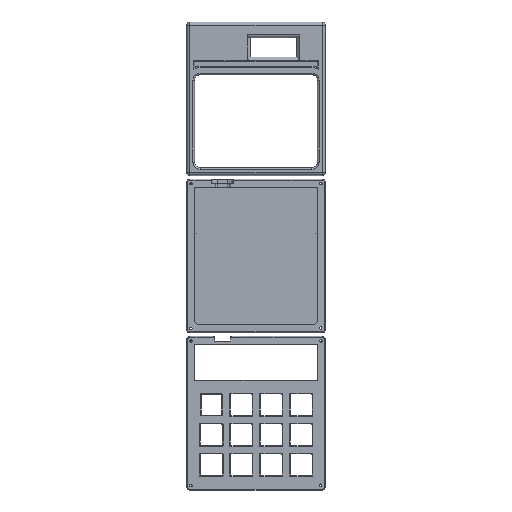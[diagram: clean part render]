
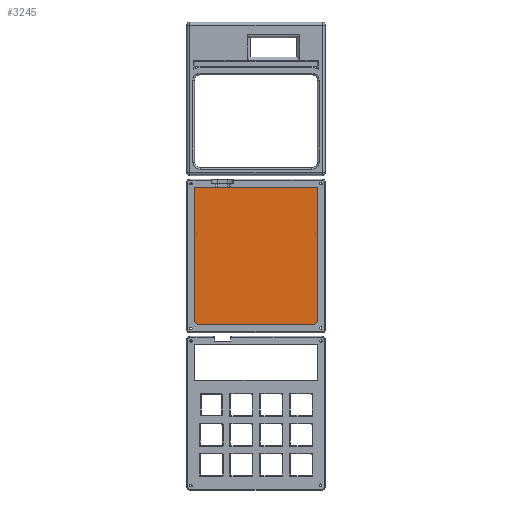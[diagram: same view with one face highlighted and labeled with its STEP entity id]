
A CAD part, top view. The second image highlights one B-rep face of the part: STEP entity #3245.
In plain terms, the highlighted planar face has unit normal (0, 0, 1).
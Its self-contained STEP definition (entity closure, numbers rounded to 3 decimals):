
#2995=CARTESIAN_POINT('',(0.,0.,3.));
#2996=VERTEX_POINT('',#2995);
#3003=CARTESIAN_POINT('',(0.,-0.051,3.));
#3004=VERTEX_POINT('',#3003);
#3005=CARTESIAN_POINT('',(0.,-0.,3.));
#3006=DIRECTION('',(-0.,-1.,-0.));
#3007=VECTOR('',#3006,0.051);
#3008=LINE('',#3005,#3007);
#3009=EDGE_CURVE('',#2996,#3004,#3008,.T.);
#3035=CARTESIAN_POINT('',(0.051,0.,3.));
#3036=VERTEX_POINT('',#3035);
#3043=CARTESIAN_POINT('',(0.051,0.,3.));
#3044=DIRECTION('',(-1.,-0.,0.));
#3045=VECTOR('',#3044,0.051);
#3046=LINE('',#3043,#3045);
#3047=EDGE_CURVE('',#3036,#2996,#3046,.T.);
#3072=CARTESIAN_POINT('',(2.5,-2.5,3.));
#3073=DIRECTION('',(-0.,-0.,1.));
#3074=DIRECTION('',(-1.,0.,0.));
#3075=AXIS2_PLACEMENT_3D('',#3072,#3073,#3074);
#3076=CIRCLE('',#3075,3.5);
#3077=EDGE_CURVE('',#3036,#3004,#3076,.T.);
#3090=CARTESIAN_POINT('',(76.2,0.,3.));
#3091=VERTEX_POINT('',#3090);
#3098=CARTESIAN_POINT('',(76.149,-0.,3.));
#3099=VERTEX_POINT('',#3098);
#3100=CARTESIAN_POINT('',(76.2,0.,3.));
#3101=DIRECTION('',(-1.,-0.,0.));
#3102=VECTOR('',#3101,0.051);
#3103=LINE('',#3100,#3102);
#3104=EDGE_CURVE('',#3091,#3099,#3103,.T.);
#3128=CARTESIAN_POINT('',(76.2,-0.051,3.));
#3129=VERTEX_POINT('',#3128);
#3130=CARTESIAN_POINT('',(76.2,-0.,3.));
#3131=DIRECTION('',(-0.,-1.,-0.));
#3132=VECTOR('',#3131,0.051);
#3133=LINE('',#3130,#3132);
#3134=EDGE_CURVE('',#3091,#3129,#3133,.T.);
#3167=CARTESIAN_POINT('',(73.7,-2.5,3.));
#3168=DIRECTION('',(-0.,-0.,1.));
#3169=DIRECTION('',(-1.,0.,0.));
#3170=AXIS2_PLACEMENT_3D('',#3167,#3168,#3169);
#3171=CIRCLE('',#3170,3.5);
#3172=EDGE_CURVE('',#3129,#3099,#3171,.T.);
#3178=CARTESIAN_POINT('',(38.1,1.5,3.));
#3179=DIRECTION('',(0.,0.,1.));
#3180=DIRECTION('',(1.,0.,0.));
#3181=AXIS2_PLACEMENT_3D('',#3178,#3179,#3180);
#3182=PLANE('',#3181);
#3183=ORIENTED_EDGE('',*,*,#3134,.T.);
#3184=ORIENTED_EDGE('',*,*,#3172,.T.);
#3185=ORIENTED_EDGE('',*,*,#3104,.F.);
#3186=EDGE_LOOP('',(#3183,#3184,#3185));
#3187=FACE_BOUND('',#3186,.T.);
#3188=ORIENTED_EDGE('',*,*,#3047,.F.);
#3189=ORIENTED_EDGE('',*,*,#3077,.T.);
#3190=ORIENTED_EDGE('',*,*,#3009,.F.);
#3191=EDGE_LOOP('',(#3188,#3189,#3190));
#3192=FACE_BOUND('',#3191,.T.);
#3193=CARTESIAN_POINT('',(-1.,-54.65,3.));
#3194=VERTEX_POINT('',#3193);
#3195=CARTESIAN_POINT('',(-1.,29.5,3.));
#3196=VERTEX_POINT('',#3195);
#3197=CARTESIAN_POINT('',(-1.,-54.65,3.));
#3198=DIRECTION('',(0.,1.,0.));
#3199=VECTOR('',#3198,84.15);
#3200=LINE('',#3197,#3199);
#3201=EDGE_CURVE('',#3194,#3196,#3200,.T.);
#3202=ORIENTED_EDGE('',*,*,#3201,.F.);
#3203=CARTESIAN_POINT('',(2.5,-58.15,3.));
#3204=VERTEX_POINT('',#3203);
#3205=CARTESIAN_POINT('',(2.5,-54.65,3.));
#3206=DIRECTION('',(-0.,-0.,1.));
#3207=DIRECTION('',(-1.,0.,0.));
#3208=AXIS2_PLACEMENT_3D('',#3205,#3206,#3207);
#3209=CIRCLE('',#3208,3.5);
#3210=EDGE_CURVE('',#3194,#3204,#3209,.T.);
#3211=ORIENTED_EDGE('',*,*,#3210,.T.);
#3212=CARTESIAN_POINT('',(73.7,-58.15,3.));
#3213=VERTEX_POINT('',#3212);
#3214=CARTESIAN_POINT('',(2.5,-58.15,3.));
#3215=DIRECTION('',(1.,0.,-0.));
#3216=VECTOR('',#3215,71.2);
#3217=LINE('',#3214,#3216);
#3218=EDGE_CURVE('',#3204,#3213,#3217,.T.);
#3219=ORIENTED_EDGE('',*,*,#3218,.T.);
#3220=CARTESIAN_POINT('',(77.2,-54.65,3.));
#3221=VERTEX_POINT('',#3220);
#3222=CARTESIAN_POINT('',(73.7,-54.65,3.));
#3223=DIRECTION('',(-0.,-0.,1.));
#3224=DIRECTION('',(-1.,0.,0.));
#3225=AXIS2_PLACEMENT_3D('',#3222,#3223,#3224);
#3226=CIRCLE('',#3225,3.5);
#3227=EDGE_CURVE('',#3213,#3221,#3226,.T.);
#3228=ORIENTED_EDGE('',*,*,#3227,.T.);
#3229=CARTESIAN_POINT('',(77.2,29.5,3.));
#3230=VERTEX_POINT('',#3229);
#3231=CARTESIAN_POINT('',(77.2,-54.65,3.));
#3232=DIRECTION('',(0.,1.,0.));
#3233=VECTOR('',#3232,84.15);
#3234=LINE('',#3231,#3233);
#3235=EDGE_CURVE('',#3221,#3230,#3234,.T.);
#3236=ORIENTED_EDGE('',*,*,#3235,.T.);
#3237=CARTESIAN_POINT('',(-1.,29.5,3.));
#3238=DIRECTION('',(1.,0.,-0.));
#3239=VECTOR('',#3238,78.2);
#3240=LINE('',#3237,#3239);
#3241=EDGE_CURVE('',#3196,#3230,#3240,.T.);
#3242=ORIENTED_EDGE('',*,*,#3241,.F.);
#3243=EDGE_LOOP('',(#3202,#3211,#3219,#3228,#3236,#3242));
#3244=FACE_BOUND('',#3243,.T.);
#3245=ADVANCED_FACE('',(#3187,#3192,#3244),#3182,.T.);
